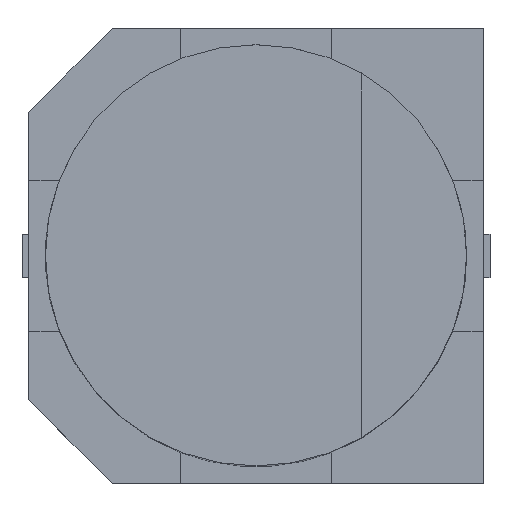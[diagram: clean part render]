
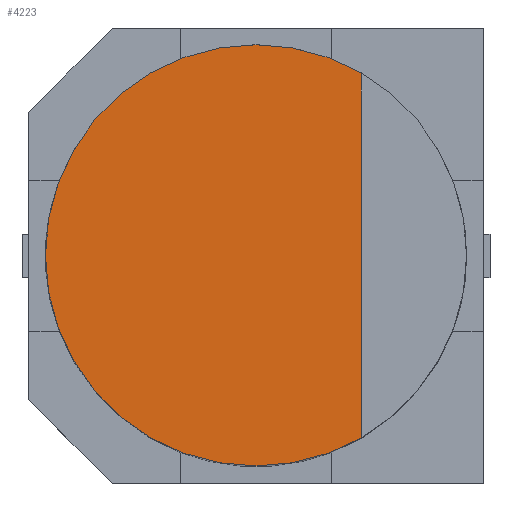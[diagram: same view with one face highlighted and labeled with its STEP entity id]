
A CAD part, top view. The second image highlights one B-rep face of the part: STEP entity #4223.
In plain terms, the highlighted planar face has unit normal (0, 0, 1).
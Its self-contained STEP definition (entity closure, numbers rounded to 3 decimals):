
#3326 = CYLINDRICAL_SURFACE('',#3327,3.15);
#3327 = AXIS2_PLACEMENT_3D('',#3328,#3329,#3330);
#3328 = CARTESIAN_POINT('',(0.,0.,-0.201));
#3329 = DIRECTION('',(0.,0.,1.));
#3330 = DIRECTION('',(1.,0.,0.));
#3351 = VERTEX_POINT('',#3352);
#3352 = CARTESIAN_POINT('',(3.15,0.,6.099));
#3373 = EDGE_CURVE('',#3351,#3351,#3374,.T.);
#3374 = SURFACE_CURVE('',#3375,(#3380,#3387),.PCURVE_S1.);
#3375 = CIRCLE('',#3376,3.15);
#3376 = AXIS2_PLACEMENT_3D('',#3377,#3378,#3379);
#3377 = CARTESIAN_POINT('',(0.,0.,6.099));
#3378 = DIRECTION('',(0.,0.,1.));
#3379 = DIRECTION('',(1.,0.,0.));
#3380 = PCURVE('',#3326,#3381);
#3381 = DEFINITIONAL_REPRESENTATION('',(#3382),#3386);
#3382 = LINE('',#3383,#3384);
#3383 = CARTESIAN_POINT('',(0.,6.3));
#3384 = VECTOR('',#3385,1.);
#3385 = DIRECTION('',(1.,0.));
#3386 = ( GEOMETRIC_REPRESENTATION_CONTEXT(2) 
PARAMETRIC_REPRESENTATION_CONTEXT() REPRESENTATION_CONTEXT('2D SPACE',''
  ) );
#3387 = PCURVE('',#3388,#3393);
#3388 = PLANE('',#3389);
#3389 = AXIS2_PLACEMENT_3D('',#3390,#3391,#3392);
#3390 = CARTESIAN_POINT('',(0.,0.,6.099));
#3391 = DIRECTION('',(0.,0.,1.));
#3392 = DIRECTION('',(1.,0.,0.));
#3393 = DEFINITIONAL_REPRESENTATION('',(#3394),#3398);
#3394 = CIRCLE('',#3395,3.15);
#3395 = AXIS2_PLACEMENT_2D('',#3396,#3397);
#3396 = CARTESIAN_POINT('',(0.,0.));
#3397 = DIRECTION('',(1.,0.));
#3398 = ( GEOMETRIC_REPRESENTATION_CONTEXT(2) 
PARAMETRIC_REPRESENTATION_CONTEXT() REPRESENTATION_CONTEXT('2D SPACE',''
  ) );
#4223 = ADVANCED_FACE('',(#4224),#3388,.T.);
#4224 = FACE_BOUND('',#4225,.T.);
#4225 = EDGE_LOOP('',(#4226));
#4226 = ORIENTED_EDGE('',*,*,#3373,.T.);
